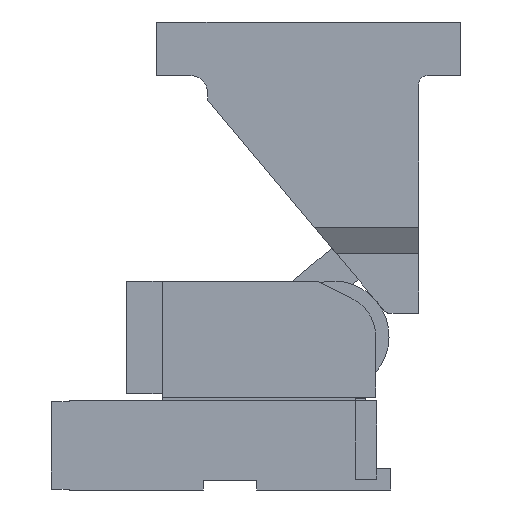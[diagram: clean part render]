
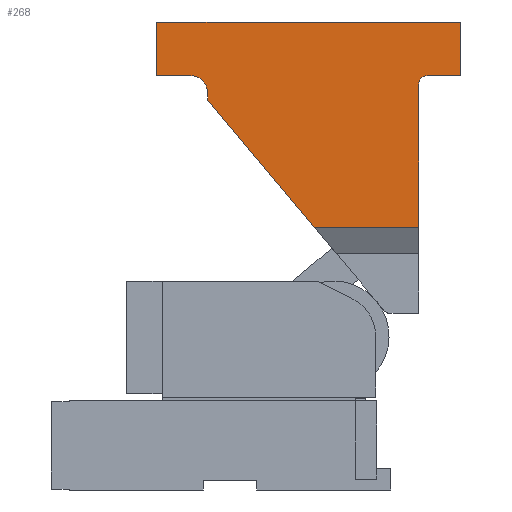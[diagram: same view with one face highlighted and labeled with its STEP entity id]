
A CAD part, front view. The second image highlights one B-rep face of the part: STEP entity #268.
In plain terms, the highlighted planar face has unit normal (0, -1, 0).
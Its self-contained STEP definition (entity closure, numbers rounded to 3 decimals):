
#125=CARTESIAN_POINT('Line Origine',(-160.75,-20.5,133.)) ;
#129=CARTESIAN_POINT('Vertex',(-151.5,-20.5,133.)) ;
#131=CARTESIAN_POINT('Vertex',(-170.,-20.5,133.)) ;
#182=CARTESIAN_POINT('Axis2P3D Location',(0.,-20.5,48.002)) ;
#187=CARTESIAN_POINT('Line Origine',(-9.25,-20.5,133.)) ;
#191=CARTESIAN_POINT('Vertex',(0.,-20.5,133.)) ;
#193=CARTESIAN_POINT('Vertex',(-18.5,-20.5,133.)) ;
#196=CARTESIAN_POINT('Line Origine',(0.,-20.5,148.)) ;
#200=CARTESIAN_POINT('Vertex',(0.,-20.5,163.)) ;
#203=CARTESIAN_POINT('Line Origine',(-85.,-20.5,163.)) ;
#207=CARTESIAN_POINT('Vertex',(-170.,-20.5,163.)) ;
#210=CARTESIAN_POINT('Line Origine',(-170.,-20.5,148.)) ;
#215=CARTESIAN_POINT('Axis2P3D Location',(-151.5,-20.5,123.)) ;
#219=CARTESIAN_POINT('Vertex',(-141.5,-20.5,123.)) ;
#222=CARTESIAN_POINT('Line Origine',(-141.5,-20.5,121.088)) ;
#226=CARTESIAN_POINT('Vertex',(-141.5,-20.5,119.175)) ;
#229=CARTESIAN_POINT('Line Origine',(-111.639,-20.5,83.589)) ;
#233=CARTESIAN_POINT('Vertex',(-81.779,-20.5,48.002)) ;
#236=CARTESIAN_POINT('Line Origine',(-52.639,-20.5,48.002)) ;
#240=CARTESIAN_POINT('Vertex',(-23.5,-20.5,48.002)) ;
#243=CARTESIAN_POINT('Line Origine',(-23.5,-20.5,88.001)) ;
#247=CARTESIAN_POINT('Vertex',(-23.5,-20.5,128.)) ;
#250=CARTESIAN_POINT('Axis2P3D Location',(-18.5,-20.5,128.)) ;
#126=DIRECTION('Vector Direction',(-1.,0.,0.)) ;
#183=DIRECTION('Axis2P3D Direction',(0.,1.,0.)) ;
#184=DIRECTION('Axis2P3D XDirection',(0.,0.,1.)) ;
#188=DIRECTION('Vector Direction',(-1.,0.,0.)) ;
#197=DIRECTION('Vector Direction',(0.,0.,-1.)) ;
#204=DIRECTION('Vector Direction',(1.,0.,0.)) ;
#211=DIRECTION('Vector Direction',(0.,0.,-1.)) ;
#216=DIRECTION('Axis2P3D Direction',(0.,1.,0.)) ;
#223=DIRECTION('Vector Direction',(0.,0.,1.)) ;
#230=DIRECTION('Vector Direction',(0.643,0.,-0.766)) ;
#237=DIRECTION('Vector Direction',(1.,0.,0.)) ;
#244=DIRECTION('Vector Direction',(0.,0.,-1.)) ;
#251=DIRECTION('Axis2P3D Direction',(0.,1.,0.)) ;
#185=AXIS2_PLACEMENT_3D('Plane Axis2P3D',#182,#183,#184) ;
#217=AXIS2_PLACEMENT_3D('Circle Axis2P3D',#215,#216,$) ;
#252=AXIS2_PLACEMENT_3D('Circle Axis2P3D',#250,#251,$) ;
#256=ORIENTED_EDGE('',*,*,#195,.F.) ;
#257=ORIENTED_EDGE('',*,*,#202,.F.) ;
#258=ORIENTED_EDGE('',*,*,#209,.F.) ;
#259=ORIENTED_EDGE('',*,*,#214,.T.) ;
#260=ORIENTED_EDGE('',*,*,#133,.F.) ;
#261=ORIENTED_EDGE('',*,*,#221,.T.) ;
#262=ORIENTED_EDGE('',*,*,#228,.F.) ;
#263=ORIENTED_EDGE('',*,*,#235,.T.) ;
#264=ORIENTED_EDGE('',*,*,#242,.T.) ;
#265=ORIENTED_EDGE('',*,*,#249,.F.) ;
#266=ORIENTED_EDGE('',*,*,#254,.T.) ;
#127=VECTOR('Line Direction',#126,1.) ;
#189=VECTOR('Line Direction',#188,1.) ;
#198=VECTOR('Line Direction',#197,1.) ;
#205=VECTOR('Line Direction',#204,1.) ;
#212=VECTOR('Line Direction',#211,1.) ;
#224=VECTOR('Line Direction',#223,1.) ;
#231=VECTOR('Line Direction',#230,1.) ;
#238=VECTOR('Line Direction',#237,1.) ;
#245=VECTOR('Line Direction',#244,1.) ;
#268=ADVANCED_FACE('PartBody',(#267),#186,.F.) ;
#218=CIRCLE('generated circle',#217,10.) ;
#253=CIRCLE('generated circle',#252,5.) ;
#133=EDGE_CURVE('',#130,#132,#128,.T.) ;
#195=EDGE_CURVE('',#192,#194,#190,.T.) ;
#202=EDGE_CURVE('',#201,#192,#199,.T.) ;
#209=EDGE_CURVE('',#208,#201,#206,.T.) ;
#214=EDGE_CURVE('',#208,#132,#213,.T.) ;
#221=EDGE_CURVE('',#130,#220,#218,.T.) ;
#228=EDGE_CURVE('',#227,#220,#225,.T.) ;
#235=EDGE_CURVE('',#227,#234,#232,.T.) ;
#242=EDGE_CURVE('',#234,#241,#239,.T.) ;
#249=EDGE_CURVE('',#248,#241,#246,.T.) ;
#254=EDGE_CURVE('',#248,#194,#253,.T.) ;
#255=EDGE_LOOP('',(#256,#257,#258,#259,#260,#261,#262,#263,#264,#265,#266)) ;
#267=FACE_OUTER_BOUND('',#255,.T.) ;
#128=LINE('Line',#125,#127) ;
#190=LINE('Line',#187,#189) ;
#199=LINE('Line',#196,#198) ;
#206=LINE('Line',#203,#205) ;
#213=LINE('Line',#210,#212) ;
#225=LINE('Line',#222,#224) ;
#232=LINE('Line',#229,#231) ;
#239=LINE('Line',#236,#238) ;
#246=LINE('Line',#243,#245) ;
#186=PLANE('Plane',#185) ;
#130=VERTEX_POINT('',#129) ;
#132=VERTEX_POINT('',#131) ;
#192=VERTEX_POINT('',#191) ;
#194=VERTEX_POINT('',#193) ;
#201=VERTEX_POINT('',#200) ;
#208=VERTEX_POINT('',#207) ;
#220=VERTEX_POINT('',#219) ;
#227=VERTEX_POINT('',#226) ;
#234=VERTEX_POINT('',#233) ;
#241=VERTEX_POINT('',#240) ;
#248=VERTEX_POINT('',#247) ;
